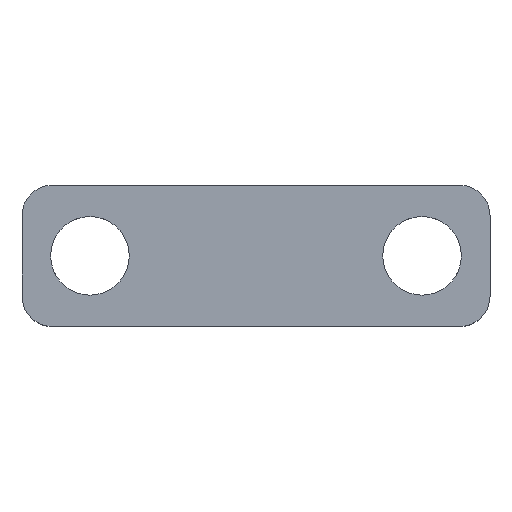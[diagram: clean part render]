
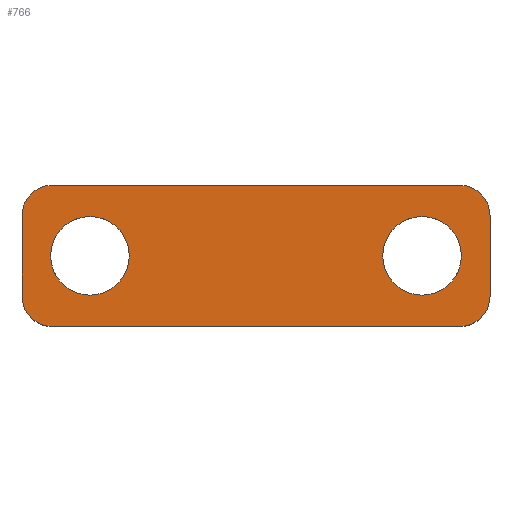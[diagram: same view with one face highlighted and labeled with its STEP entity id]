
A CAD part, top view. The second image highlights one B-rep face of the part: STEP entity #766.
In plain terms, the highlighted planar face has unit normal (0, 0, 1).
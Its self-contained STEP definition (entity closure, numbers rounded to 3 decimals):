
#25=FACE_BOUND('',#97,.T.);
#26=FACE_BOUND('',#98,.T.);
#38=CIRCLE('',#821,2.);
#39=CIRCLE('',#823,2.);
#40=CIRCLE('',#824,2.);
#41=CIRCLE('',#825,2.);
#42=CIRCLE('',#826,2.603);
#43=CIRCLE('',#827,2.603);
#58=FACE_OUTER_BOUND('',#96,.T.);
#96=EDGE_LOOP('',(#529,#530,#531,#532,#533,#534,#535,#536));
#97=EDGE_LOOP('',(#537));
#98=EDGE_LOOP('',(#538));
#146=LINE('',#1111,#234);
#153=LINE('',#1131,#241);
#154=LINE('',#1135,#242);
#155=LINE('',#1139,#243);
#234=VECTOR('',#894,10.);
#241=VECTOR('',#911,10.);
#242=VECTOR('',#914,10.);
#243=VECTOR('',#917,10.);
#322=VERTEX_POINT('',#1108);
#323=VERTEX_POINT('',#1110);
#330=VERTEX_POINT('',#1126);
#331=VERTEX_POINT('',#1130);
#332=VERTEX_POINT('',#1132);
#333=VERTEX_POINT('',#1134);
#334=VERTEX_POINT('',#1136);
#335=VERTEX_POINT('',#1138);
#336=VERTEX_POINT('',#1141);
#337=VERTEX_POINT('',#1143);
#401=EDGE_CURVE('',#323,#322,#146,.T.);
#410=EDGE_CURVE('',#330,#322,#38,.T.);
#411=EDGE_CURVE('',#331,#330,#153,.T.);
#412=EDGE_CURVE('',#332,#331,#39,.T.);
#413=EDGE_CURVE('',#333,#332,#154,.F.);
#414=EDGE_CURVE('',#334,#333,#40,.T.);
#415=EDGE_CURVE('',#334,#335,#155,.F.);
#416=EDGE_CURVE('',#323,#335,#41,.T.);
#417=EDGE_CURVE('',#336,#336,#42,.T.);
#418=EDGE_CURVE('',#337,#337,#43,.T.);
#529=ORIENTED_EDGE('',*,*,#410,.F.);
#530=ORIENTED_EDGE('',*,*,#411,.F.);
#531=ORIENTED_EDGE('',*,*,#412,.F.);
#532=ORIENTED_EDGE('',*,*,#413,.F.);
#533=ORIENTED_EDGE('',*,*,#414,.F.);
#534=ORIENTED_EDGE('',*,*,#415,.T.);
#535=ORIENTED_EDGE('',*,*,#416,.F.);
#536=ORIENTED_EDGE('',*,*,#401,.T.);
#537=ORIENTED_EDGE('',*,*,#417,.T.);
#538=ORIENTED_EDGE('',*,*,#418,.T.);
#737=PLANE('',#822);
#766=ADVANCED_FACE('',(#58,#25,#26),#737,.T.);
#821=AXIS2_PLACEMENT_3D('',#1128,#907,#908);
#822=AXIS2_PLACEMENT_3D('',#1129,#909,#910);
#823=AXIS2_PLACEMENT_3D('',#1133,#912,#913);
#824=AXIS2_PLACEMENT_3D('',#1137,#915,#916);
#825=AXIS2_PLACEMENT_3D('',#1140,#918,#919);
#826=AXIS2_PLACEMENT_3D('',#1142,#920,#921);
#827=AXIS2_PLACEMENT_3D('',#1144,#922,#923);
#894=DIRECTION('',(-1.,0.,0.));
#907=DIRECTION('center_axis',(0.,0.,-1.));
#908=DIRECTION('ref_axis',(-0.707,0.707,0.));
#909=DIRECTION('center_axis',(0.,0.,1.));
#910=DIRECTION('ref_axis',(1.,0.,0.));
#911=DIRECTION('',(0.,1.,0.));
#912=DIRECTION('center_axis',(0.,0.,-1.));
#913=DIRECTION('ref_axis',(-0.707,-0.707,0.));
#914=DIRECTION('',(1.,0.,0.));
#915=DIRECTION('center_axis',(0.,0.,-1.));
#916=DIRECTION('ref_axis',(0.707,-0.707,0.));
#917=DIRECTION('',(0.,-1.,0.));
#918=DIRECTION('center_axis',(0.,0.,-1.));
#919=DIRECTION('ref_axis',(0.707,0.707,0.));
#920=DIRECTION('center_axis',(0.,0.,-1.));
#921=DIRECTION('ref_axis',(1.,0.,0.));
#922=DIRECTION('center_axis',(0.,0.,-1.));
#923=DIRECTION('ref_axis',(1.,0.,0.));
#1108=CARTESIAN_POINT('',(-7.25,6.1,1.));
#1110=CARTESIAN_POINT('',(19.75,6.1,1.));
#1111=CARTESIAN_POINT('',(9.125,6.1,1.));
#1126=CARTESIAN_POINT('',(-9.25,4.1,1.));
#1128=CARTESIAN_POINT('Origin',(-7.25,4.1,1.));
#1129=CARTESIAN_POINT('Origin',(6.25,1.425,1.));
#1130=CARTESIAN_POINT('',(-9.25,-1.25,1.));
#1131=CARTESIAN_POINT('',(-9.25,-0.912,1.));
#1132=CARTESIAN_POINT('',(-7.25,-3.25,1.));
#1133=CARTESIAN_POINT('Origin',(-7.25,-1.25,1.));
#1134=CARTESIAN_POINT('',(19.75,-3.25,1.));
#1135=CARTESIAN_POINT('',(10.,-3.25,1.));
#1136=CARTESIAN_POINT('',(21.75,-1.25,1.));
#1137=CARTESIAN_POINT('Origin',(19.75,-1.25,1.));
#1138=CARTESIAN_POINT('',(21.75,4.1,1.));
#1139=CARTESIAN_POINT('',(21.75,3.763,1.));
#1140=CARTESIAN_POINT('Origin',(19.75,4.1,1.));
#1141=CARTESIAN_POINT('',(-7.353,1.425,1.));
#1142=CARTESIAN_POINT('Origin',(-4.75,1.425,1.));
#1143=CARTESIAN_POINT('',(14.647,1.425,1.));
#1144=CARTESIAN_POINT('Origin',(17.25,1.425,1.));
